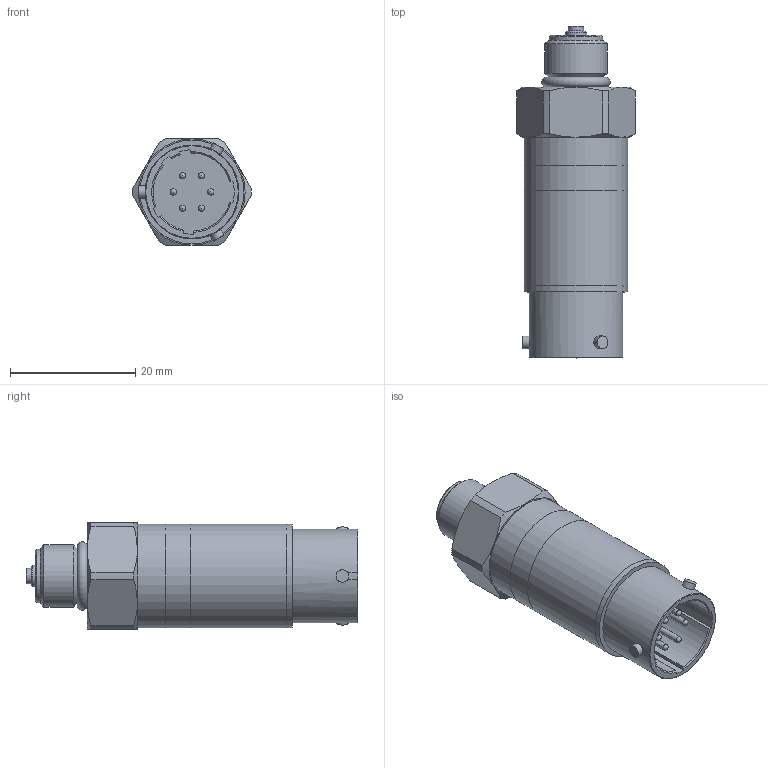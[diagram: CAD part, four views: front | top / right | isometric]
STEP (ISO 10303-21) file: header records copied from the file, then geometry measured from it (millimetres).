
FILE_DESCRIPTION (( 'STEP AP214' ), '1' );
FILE_NAME ('PNA160-02-03.STEP', '2019-09-06T09:20:52', ( '' ), ( '' ), 'SwSTEP 2.0', 'SolidWorks 2015', '' );
FILE_SCHEMA (( 'AUTOMOTIVE_DESIGN' ));
Length unit declared in the file: millimetre
Products named in the file (1): PNA160-02-03
Bounding box: 19 x 53.1 x 17 mm (x, y, z)
Surface area: 3973.4 mm2 (no closed solid volume)
Topology: 0 solids, 14 shells, 102 faces, 277 edges, 192 vertices
Faces by surface type: cylinder 39, plane 34, cone 22, sphere 6, torus 1
Full cylindrical faces by diameter (mm): 1 x6, 1.5 x1, 2 x3, 2.45 x1, 3.5 x1, 8.5 x1, 10 x1, 15 x1, 16.6 x4
Entity records: 4271 total; most frequent: CARTESIAN_POINT 828, DIRECTION 500, ORIENTED_EDGE 389, EDGE_CURVE 224, AXIS2_PLACEMENT_3D 216, VERTEX_POINT 170, EDGE_LOOP 143, FACE_OUTER_BOUND 120
